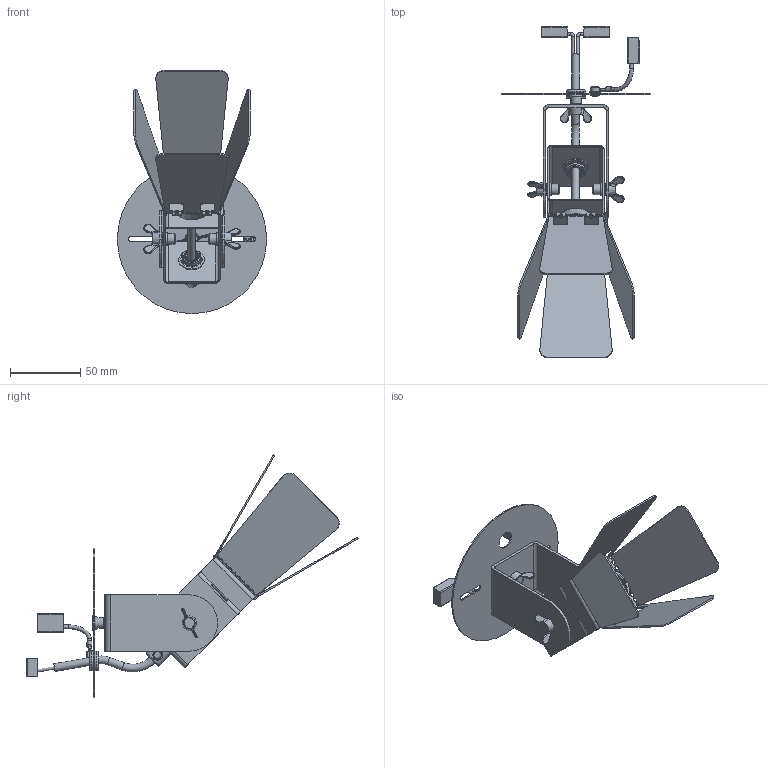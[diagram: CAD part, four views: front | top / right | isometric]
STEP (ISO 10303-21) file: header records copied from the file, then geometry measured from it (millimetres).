
FILE_DESCRIPTION (( 'STEP AP203' ), '1' );
FILE_NAME ('PHE_Ledspot_Spot1_flush mount.STEP', '2025-09-17T12:41:19', ( '' ), ( '' ), 'SwSTEP 2.0', 'SolidWorks 2017', '' );
FILE_SCHEMA (( 'CONFIG_CONTROL_DESIGN' ));
Length unit declared in the file: millimetre
Products named in the file (18): Terminal Eyelet_PHE; PHE_standard_canopy_cover_plate_V1.1 - Alu - Flush cover plate; Ledspot_internal_power_cord_flush_mount_Ledspot 1; M10x1_flat_nut; Steab_Grommet_Steab_Grommet_6201; Ledspot-1_shade_top_part_v1.0_V1.0 Alu; GU10 fitting_tai_hung; Ledspot 1-Reflector_Aluminium; Ledspot_ceiling_bracket_v1.1_V1.1; M5x10 butterfly bolt_Verzinkt; Serrated_lock_washer_m4; PHE_Ledspot_Spot1_flush mount; M5-rivet_nut_Installed; spring_lock_washer; Rivet_4mm_Original; 221-412; Ledspot-1_shade_bottom_part_v1.0_V1.0 Alu; Steab_5169-0
Assembly tree (23 placements, depth 2):
  PHE_Ledspot_Spot1_flush mount
    Ledspot_ceiling_bracket_v1.1_V1.1
    Ledspot-1_shade_bottom_part_v1.0_V1.0 Alu
    Ledspot-1_shade_top_part_v1.0_V1.0 Alu
    Ledspot 1-Reflector_Aluminium
    M5-rivet_nut_Installed  x3
    M5x10 butterfly bolt_Verzinkt  x3
    GU10 fitting_tai_hung
    Steab_5169-0
    M10x1_flat_nut
    spring_lock_washer
    PHE_standard_canopy_cover_plate_V1.1 - Alu - Flush cover plate
    Steab_Grommet_Steab_Grommet_6201
    Terminal Eyelet_PHE
    Serrated_lock_washer_m4
    Rivet_4mm_Original
    Ledspot_internal_power_cord_flush_mount_Ledspot 1
    221-412  x3
Bounding box: 106 x 235.76 x 172.76 mm (x, y, z)
Volume: 70310.4 mm3; surface area: 111122.6 mm2
Topology: 25 solids, 25 shells, 2281 faces, 5700 edges, 3410 vertices
Faces by surface type: plane 1128, cylinder 715, bspline 284, torus 103, cone 29, sphere 22
Full cylindrical faces by diameter (mm): 1 x2, 1.749 x1, 2 x4, 2.5 x1, 2.8 x2, 3.6 x1, 4 x1, 4.2 x1, 4.3 x1, 4.4 x1, 5 x30, 5.3 x3, 5.5 x3, 6 x3, 6.4 x5, 7 x4, 7.2 x1, 7.5 x3, 8 x1, 10 x2, 10.2 x1, 10.53 x3, 12.5 x1, 13 x1, 14 x2, 18.16 x1, 29 x2, 106 x1
Entity records: 62063 total; most frequent: CARTESIAN_POINT 29362, ORIENTED_EDGE 6660, DIRECTION 5938, EDGE_CURVE 3330, AXIS2_PLACEMENT_3D 2191, VERTEX_POINT 2016, VECTOR 1556, LINE 1556
